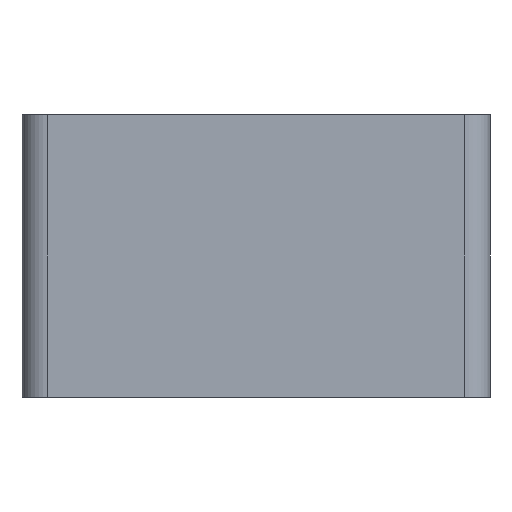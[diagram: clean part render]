
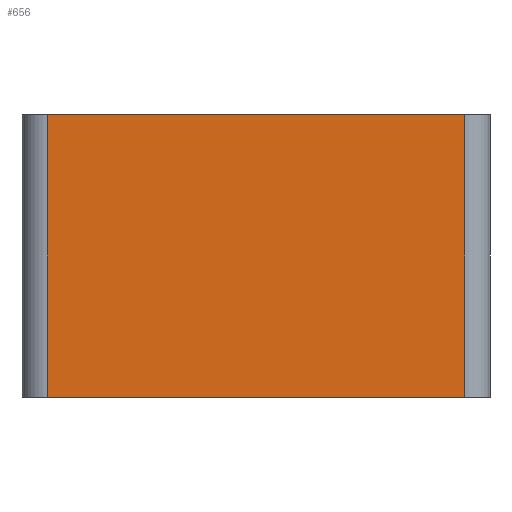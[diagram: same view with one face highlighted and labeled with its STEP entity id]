
A CAD part, front view. The second image highlights one B-rep face of the part: STEP entity #656.
In plain terms, the highlighted planar face has unit normal (0, -1, 0).
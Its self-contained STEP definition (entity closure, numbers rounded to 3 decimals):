
#2 = CARTESIAN_POINT ( 'NONE',  ( -45.4, 0., -14.5 ) ) ;
#13 = DIRECTION ( 'NONE',  ( 1., 0., 0. ) ) ;
#38 = EDGE_LOOP ( 'NONE', ( #666, #279, #41, #448 ) ) ;
#41 = ORIENTED_EDGE ( 'NONE', *, *, #802, .T. ) ;
#86 = LINE ( 'NONE', #684, #213 ) ;
#113 = VERTEX_POINT ( 'NONE', #2 ) ;
#205 = VERTEX_POINT ( 'NONE', #709 ) ;
#213 = VECTOR ( 'NONE', #13, 1000. ) ;
#228 = LINE ( 'NONE', #475, #229 ) ;
#229 = VECTOR ( 'NONE', #529, 1000. ) ;
#257 = FACE_OUTER_BOUND ( 'NONE', #38, .T. ) ;
#279 = ORIENTED_EDGE ( 'NONE', *, *, #770, .T. ) ;
#280 = CARTESIAN_POINT ( 'NONE',  ( 0., 0., 14.5 ) ) ;
#323 = LINE ( 'NONE', #377, #325 ) ;
#325 = VECTOR ( 'NONE', #814, 1000. ) ;
#336 = LINE ( 'NONE', #819, #337 ) ;
#337 = VECTOR ( 'NONE', #434, 1000. ) ;
#377 = CARTESIAN_POINT ( 'NONE',  ( 0., 0., -14.5 ) ) ;
#407 = CARTESIAN_POINT ( 'NONE',  ( -2.6, 0., -14.5 ) ) ;
#434 = DIRECTION ( 'NONE',  ( 0., 0., 1. ) ) ;
#448 = ORIENTED_EDGE ( 'NONE', *, *, #637, .F. ) ;
#475 = CARTESIAN_POINT ( 'NONE',  ( -45.4, 0., -14.5 ) ) ;
#481 = DIRECTION ( 'NONE',  ( -1., 0., 0. ) ) ;
#498 = VERTEX_POINT ( 'NONE', #407 ) ;
#529 = DIRECTION ( 'NONE',  ( 0., 0., 1. ) ) ;
#593 = CARTESIAN_POINT ( 'NONE',  ( -2.6, 0., 14.5 ) ) ;
#597 = EDGE_CURVE ( 'NONE', #113, #205, #228, .T. ) ;
#607 = AXIS2_PLACEMENT_3D ( 'NONE', #280, #806, #481 ) ;
#630 = PLANE ( 'NONE',  #607 ) ;
#637 = EDGE_CURVE ( 'NONE', #205, #825, #86, .T. ) ;
#656 = ADVANCED_FACE ( 'NONE', ( #257 ), #630, .F. ) ;
#666 = ORIENTED_EDGE ( 'NONE', *, *, #597, .F. ) ;
#684 = CARTESIAN_POINT ( 'NONE',  ( 0., 0., 14.5 ) ) ;
#709 = CARTESIAN_POINT ( 'NONE',  ( -45.4, 0., 14.5 ) ) ;
#770 = EDGE_CURVE ( 'NONE', #113, #498, #323, .T. ) ;
#802 = EDGE_CURVE ( 'NONE', #498, #825, #336, .T. ) ;
#806 = DIRECTION ( 'NONE',  ( 0., 1., 0. ) ) ;
#814 = DIRECTION ( 'NONE',  ( 1., 0., 0. ) ) ;
#819 = CARTESIAN_POINT ( 'NONE',  ( -2.6, 0., -14.5 ) ) ;
#825 = VERTEX_POINT ( 'NONE', #593 ) ;
